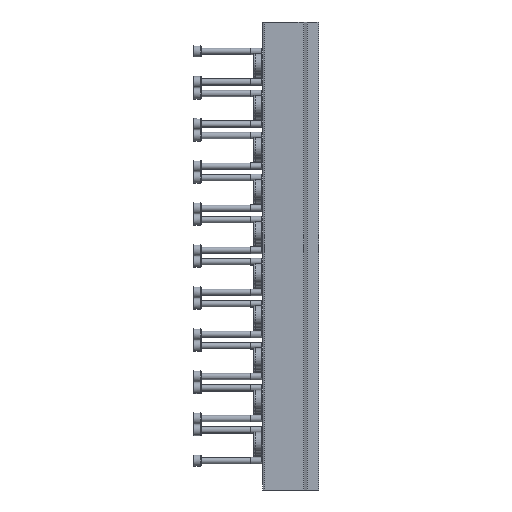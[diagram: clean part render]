
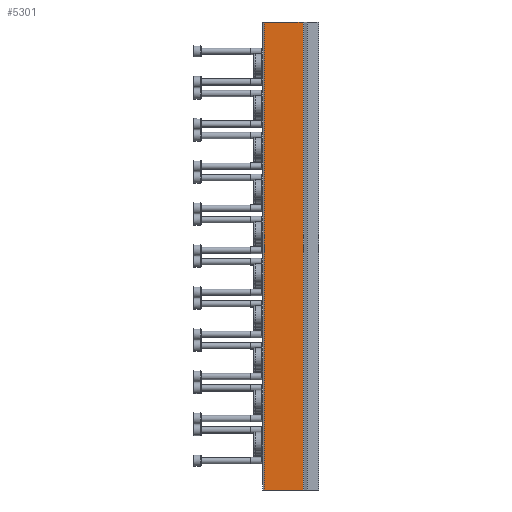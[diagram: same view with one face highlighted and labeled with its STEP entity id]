
A CAD part, left-side view. The second image highlights one B-rep face of the part: STEP entity #5301.
In plain terms, the highlighted planar face has unit normal (-1, 0, 0).
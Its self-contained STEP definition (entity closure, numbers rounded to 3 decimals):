
#278=PLANE('',#5708);
#828=ORIENTED_EDGE('',*,*,#2170,.F.);
#829=ORIENTED_EDGE('',*,*,#2169,.F.);
#830=ORIENTED_EDGE('',*,*,#2171,.T.);
#831=ORIENTED_EDGE('',*,*,#2172,.T.);
#2169=EDGE_CURVE('',#2840,#2838,#3336,.T.);
#2170=EDGE_CURVE('',#2838,#2841,#3337,.T.);
#2171=EDGE_CURVE('',#2840,#2842,#3338,.T.);
#2172=EDGE_CURVE('',#2842,#2841,#3339,.T.);
#2838=VERTEX_POINT('',#8759);
#2840=VERTEX_POINT('',#8763);
#2841=VERTEX_POINT('',#8767);
#2842=VERTEX_POINT('',#8769);
#3336=LINE('',#8764,#3638);
#3337=LINE('',#8766,#3639);
#3338=LINE('',#8768,#3640);
#3339=LINE('',#8770,#3641);
#3638=VECTOR('',#6443,1000.);
#3639=VECTOR('',#6446,1000.);
#3640=VECTOR('',#6447,1000.);
#3641=VECTOR('',#6448,1000.);
#3966=EDGE_LOOP('',(#828,#829,#830,#831));
#4576=FACE_BOUND('',#3966,.T.);
#5301=ADVANCED_FACE('',(#4576),#278,.T.);
#5708=AXIS2_PLACEMENT_3D('',#8765,#6444,#6445);
#6443=DIRECTION('',(0.,0.,1.));
#6444=DIRECTION('',(-1.,0.,0.));
#6445=DIRECTION('',(0.,0.,1.));
#6446=DIRECTION('',(0.,-1.,0.));
#6447=DIRECTION('',(0.,-1.,0.));
#6448=DIRECTION('',(0.,0.,1.));
#8759=CARTESIAN_POINT('',(-47.,41.5,0.));
#8763=CARTESIAN_POINT('',(-47.,41.5,-356.));
#8764=CARTESIAN_POINT('',(-47.,41.5,-356.));
#8765=CARTESIAN_POINT('',(-47.,41.5,-356.));
#8766=CARTESIAN_POINT('',(-47.,41.5,0.));
#8767=CARTESIAN_POINT('',(-47.,11.858,0.));
#8768=CARTESIAN_POINT('',(-47.,41.5,-356.));
#8769=CARTESIAN_POINT('',(-47.,11.858,-356.));
#8770=CARTESIAN_POINT('',(-47.,11.858,-356.));
